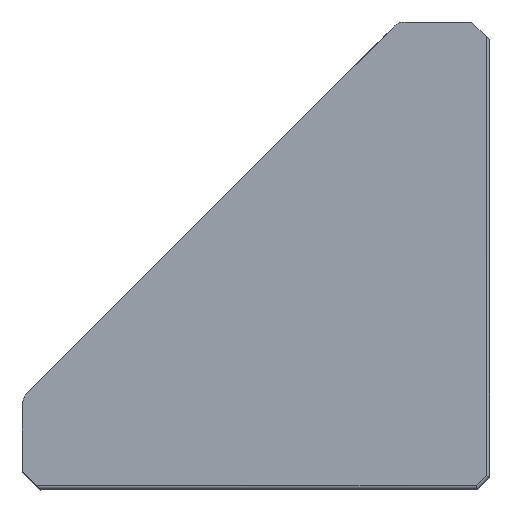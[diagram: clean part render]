
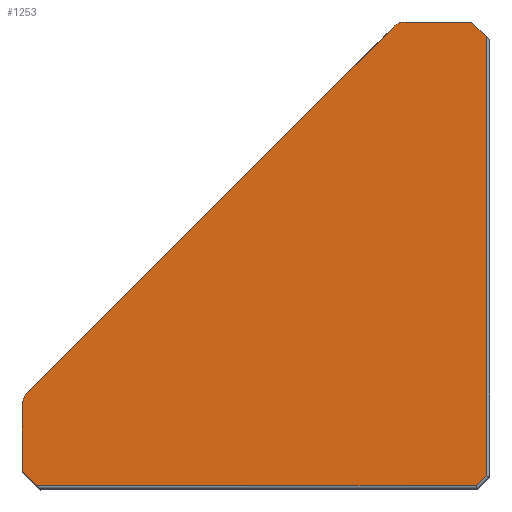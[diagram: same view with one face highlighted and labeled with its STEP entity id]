
A CAD part, top view. The second image highlights one B-rep face of the part: STEP entity #1253.
In plain terms, the highlighted planar face has unit normal (0.012, -0.012, 1).
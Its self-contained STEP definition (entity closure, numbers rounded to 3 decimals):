
#107 = DIRECTION ( 'NONE',  ( 1., 0., -0.012 ) ) ;
#122 = FACE_OUTER_BOUND ( 'NONE', #1561, .T. ) ;
#156 = VECTOR ( 'NONE', #1900, 1000. ) ;
#201 = CARTESIAN_POINT ( 'NONE',  ( -1.038, 27.201, 13.947 ) ) ;
#203 = CARTESIAN_POINT ( 'NONE',  ( -27.2, 5.181, 13.998 ) ) ;
#210 = CARTESIAN_POINT ( 'NONE',  ( -27.201, 1.038, 13.947 ) ) ;
#216 = DIRECTION ( 'NONE',  ( 0.707, 0.707, 0. ) ) ;
#225 = CARTESIAN_POINT ( 'NONE',  ( -0.707, 0.198, 13.61 ) ) ;
#235 = DIRECTION ( 'NONE',  ( 0., 1., 0.012 ) ) ;
#321 = AXIS2_PLACEMENT_3D ( 'NONE', #4562, #2545, #107 ) ;
#357 = LINE ( 'NONE', #3059, #3600 ) ;
#404 = VERTEX_POINT ( 'NONE', #3140 ) ;
#437 = CARTESIAN_POINT ( 'NONE',  ( -0.787, 0.198, 13.611 ) ) ;
#570 = VERTEX_POINT ( 'NONE', #437 ) ;
#607 = VECTOR ( 'NONE', #216, 1000. ) ;
#635 = DIRECTION ( 'NONE',  ( 1., 0., -0.012 ) ) ;
#641 = VECTOR ( 'NONE', #1493, 1000. ) ;
#770 = VECTOR ( 'NONE', #1475, 1000. ) ;
#891 = LINE ( 'NONE', #3481, #770 ) ;
#1071 = ORIENTED_EDGE ( 'NONE', *, *, #3443, .T. ) ;
#1075 = CARTESIAN_POINT ( 'NONE',  ( -27.2, 4.913, 13.995 ) ) ;
#1100 =( BOUNDED_CURVE ( )  B_SPLINE_CURVE ( 3, ( #3533, #3102, #1520, #4341 ),
 .UNSPECIFIED., .F., .T. ) 
 B_SPLINE_CURVE_WITH_KNOTS ( ( 4, 4 ),
 ( 2.356, 3.142 ),
 .UNSPECIFIED. ) 
 CURVE ( )  GEOMETRIC_REPRESENTATION_ITEM ( )  RATIONAL_B_SPLINE_CURVE ( ( 1., 0.949, 0.949, 1. ) ) 
 REPRESENTATION_ITEM ( '' )  );
#1128 = VECTOR ( 'NONE', #635, 1000. ) ;
#1177 = CARTESIAN_POINT ( 'NONE',  ( -1.037, 27.2, 13.947 ) ) ;
#1220 = VERTEX_POINT ( 'NONE', #4521 ) ;
#1253 = ADVANCED_FACE ( 'NONE', ( #122 ), #2124, .T. ) ;
#1443 = DIRECTION ( 'NONE',  ( 0.707, -0.707, -0.017 ) ) ;
#1475 = DIRECTION ( 'NONE',  ( -0.707, -0.707, 0. ) ) ;
#1493 = DIRECTION ( 'NONE',  ( -1., 0., 0.012 ) ) ;
#1501 = EDGE_CURVE ( 'NONE', #1536, #1977, #2220, .T. ) ;
#1517 = VERTEX_POINT ( 'NONE', #2646 ) ;
#1520 = CARTESIAN_POINT ( 'NONE',  ( -5.43, 27.097, 14. ) ) ;
#1536 = VERTEX_POINT ( 'NONE', #4281 ) ;
#1561 = EDGE_LOOP ( 'NONE', ( #3854, #2238, #2859, #2063, #4928, #5199, #4492, #2143, #1071, #4215 ) ) ;
#1567 = EDGE_CURVE ( 'NONE', #404, #3466, #891, .T. ) ;
#1597 = EDGE_CURVE ( 'NONE', #1977, #1220, #2792, .T. ) ;
#1836 = CARTESIAN_POINT ( 'NONE',  ( -0.198, 0.787, 13.611 ) ) ;
#1900 = DIRECTION ( 'NONE',  ( 0., -1., -0.012 ) ) ;
#1977 = VERTEX_POINT ( 'NONE', #1177 ) ;
#2063 = ORIENTED_EDGE ( 'NONE', *, *, #4534, .T. ) ;
#2124 = PLANE ( 'NONE',  #321 ) ;
#2143 = ORIENTED_EDGE ( 'NONE', *, *, #1567, .T. ) ;
#2220 = LINE ( 'NONE', #201, #4380 ) ;
#2224 = CARTESIAN_POINT ( 'NONE',  ( -26.907, 5.62, 14. ) ) ;
#2231 = VERTEX_POINT ( 'NONE', #3515 ) ;
#2238 = ORIENTED_EDGE ( 'NONE', *, *, #4336, .T. ) ;
#2254 = VERTEX_POINT ( 'NONE', #4381 ) ;
#2324 = LINE ( 'NONE', #1075, #156 ) ;
#2452 = LINE ( 'NONE', #225, #1128 ) ;
#2545 = DIRECTION ( 'NONE',  ( 0.012, -0.012, 1. ) ) ;
#2646 = CARTESIAN_POINT ( 'NONE',  ( -26.36, 0.198, 13.926 ) ) ;
#2792 = LINE ( 'NONE', #3504, #641 ) ;
#2838 = CARTESIAN_POINT ( 'NONE',  ( -0.139, 0.846, 13.611 ) ) ;
#2859 = ORIENTED_EDGE ( 'NONE', *, *, #4497, .T. ) ;
#2907 = VECTOR ( 'NONE', #1443, 1000. ) ;
#3023 = EDGE_CURVE ( 'NONE', #1220, #404, #1100, .T. ) ;
#3028 = CARTESIAN_POINT ( 'NONE',  ( -27.2, 4.913, 13.995 ) ) ;
#3059 = CARTESIAN_POINT ( 'NONE',  ( -0.198, 26.163, 13.924 ) ) ;
#3102 = CARTESIAN_POINT ( 'NONE',  ( -5.181, 27.2, 13.998 ) ) ;
#3140 = CARTESIAN_POINT ( 'NONE',  ( -5.62, 26.907, 14. ) ) ;
#3398 = DIRECTION ( 'NONE',  ( -0.707, 0.707, 0.017 ) ) ;
#3443 = EDGE_CURVE ( 'NONE', #3466, #2231, #4995, .T. ) ;
#3463 = CARTESIAN_POINT ( 'NONE',  ( -26.907, 5.62, 14. ) ) ;
#3466 = VERTEX_POINT ( 'NONE', #3463 ) ;
#3481 = CARTESIAN_POINT ( 'NONE',  ( -5.62, 26.907, 14. ) ) ;
#3504 = CARTESIAN_POINT ( 'NONE',  ( -1.038, 27.2, 13.947 ) ) ;
#3515 = CARTESIAN_POINT ( 'NONE',  ( -27.2, 4.913, 13.995 ) ) ;
#3533 = CARTESIAN_POINT ( 'NONE',  ( -4.913, 27.2, 13.995 ) ) ;
#3597 = EDGE_CURVE ( 'NONE', #2231, #2254, #2324, .T. ) ;
#3600 = VECTOR ( 'NONE', #235, 1000. ) ;
#3854 = ORIENTED_EDGE ( 'NONE', *, *, #3946, .T. ) ;
#3946 = EDGE_CURVE ( 'NONE', #2254, #1517, #4020, .T. ) ;
#3957 = VERTEX_POINT ( 'NONE', #1836 ) ;
#4020 = LINE ( 'NONE', #210, #2907 ) ;
#4215 = ORIENTED_EDGE ( 'NONE', *, *, #3597, .T. ) ;
#4281 = CARTESIAN_POINT ( 'NONE',  ( -0.198, 26.36, 13.926 ) ) ;
#4336 = EDGE_CURVE ( 'NONE', #1517, #570, #2452, .T. ) ;
#4341 = CARTESIAN_POINT ( 'NONE',  ( -5.62, 26.907, 14. ) ) ;
#4380 = VECTOR ( 'NONE', #3398, 1000. ) ;
#4381 = CARTESIAN_POINT ( 'NONE',  ( -27.2, 1.037, 13.947 ) ) ;
#4492 = ORIENTED_EDGE ( 'NONE', *, *, #3023, .T. ) ;
#4497 = EDGE_CURVE ( 'NONE', #570, #3957, #4900, .T. ) ;
#4521 = CARTESIAN_POINT ( 'NONE',  ( -4.913, 27.2, 13.995 ) ) ;
#4534 = EDGE_CURVE ( 'NONE', #3957, #1536, #357, .T. ) ;
#4562 = CARTESIAN_POINT ( 'NONE',  ( -5.62, 26.907, 14. ) ) ;
#4654 = CARTESIAN_POINT ( 'NONE',  ( -27.097, 5.43, 14. ) ) ;
#4900 = LINE ( 'NONE', #2838, #607 ) ;
#4928 = ORIENTED_EDGE ( 'NONE', *, *, #1501, .T. ) ;
#4995 =( BOUNDED_CURVE ( )  B_SPLINE_CURVE ( 3, ( #2224, #4654, #203, #3028 ),
 .UNSPECIFIED., .F., .F. ) 
 B_SPLINE_CURVE_WITH_KNOTS ( ( 4, 4 ),
 ( 3.142, 3.927 ),
 .UNSPECIFIED. ) 
 CURVE ( )  GEOMETRIC_REPRESENTATION_ITEM ( )  RATIONAL_B_SPLINE_CURVE ( ( 1., 0.949, 0.949, 1. ) ) 
 REPRESENTATION_ITEM ( '' )  );
#5199 = ORIENTED_EDGE ( 'NONE', *, *, #1597, .T. ) ;
